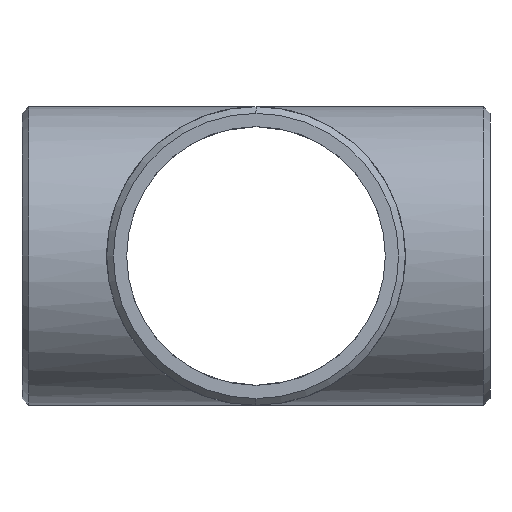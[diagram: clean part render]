
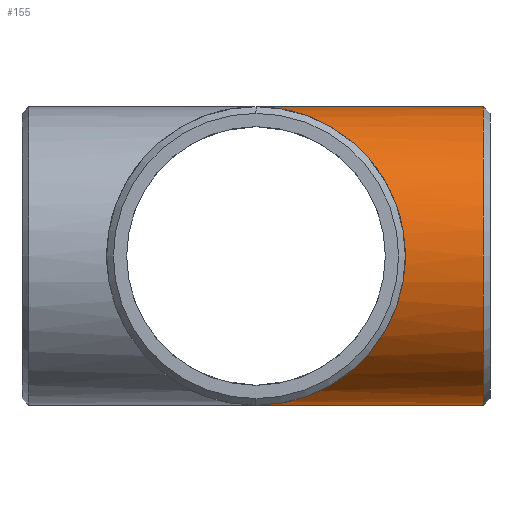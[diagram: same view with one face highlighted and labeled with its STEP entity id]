
A CAD part, left-side view. The second image highlights one B-rep face of the part: STEP entity #155.
In plain terms, the highlighted cylindrical face has radius 178 mm (diameter 356 mm), a partial arc.
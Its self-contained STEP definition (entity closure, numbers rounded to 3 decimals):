
#10 = EDGE_CURVE ( 'NONE', #634, #361, #638, .T. ) ;
#19 = ORIENTED_EDGE ( 'NONE', *, *, #10, .F. ) ;
#41 = CARTESIAN_POINT ( 'NONE',  ( 0., -279., 0. ) ) ;
#44 = EDGE_CURVE ( 'NONE', #634, #66, #197, .T. ) ;
#53 = DIRECTION ( 'NONE',  ( 0., 0., -1. ) ) ;
#66 = VERTEX_POINT ( 'NONE', #659 ) ;
#87 = CARTESIAN_POINT ( 'NONE',  ( 0., -279., -178. ) ) ;
#102 = FACE_OUTER_BOUND ( 'NONE', #756, .T. ) ;
#133 =( BOUNDED_CURVE ( )  B_SPLINE_CURVE ( 3, ( #704, #526, #142, #396 ),
 .UNSPECIFIED., .F., .T. ) 
 B_SPLINE_CURVE_WITH_KNOTS ( ( 4, 4 ),
 ( 4.712, 7.854 ),
 .UNSPECIFIED. ) 
 CURVE ( )  GEOMETRIC_REPRESENTATION_ITEM ( )  RATIONAL_B_SPLINE_CURVE ( ( 1., 0.333, 0.333, 1. ) ) 
 REPRESENTATION_ITEM ( '' )  );
#135 = VECTOR ( 'NONE', #347, 1000. ) ;
#142 = CARTESIAN_POINT ( 'NONE',  ( -356., -356., 178. ) ) ;
#155 = ADVANCED_FACE ( 'NONE', ( #102 ), #348, .T. ) ;
#160 = AXIS2_PLACEMENT_3D ( 'NONE', #547, #345, #664 ) ;
#197 = CIRCLE ( 'NONE', #160, 178. ) ;
#306 = ORIENTED_EDGE ( 'NONE', *, *, #493, .T. ) ;
#328 = DIRECTION ( 'NONE',  ( 0., 1., 0. ) ) ;
#345 = DIRECTION ( 'NONE',  ( 0., 1., 0. ) ) ;
#347 = DIRECTION ( 'NONE',  ( 0., 1., 0. ) ) ;
#348 = CYLINDRICAL_SURFACE ( 'NONE', #749, 178. ) ;
#357 = DIRECTION ( 'NONE',  ( 0., 1., 0. ) ) ;
#361 = VERTEX_POINT ( 'NONE', #645 ) ;
#363 = EDGE_CURVE ( 'NONE', #361, #665, #133, .T. ) ;
#396 = CARTESIAN_POINT ( 'NONE',  ( 0., 0., 178. ) ) ;
#406 = LINE ( 'NONE', #531, #135 ) ;
#493 = EDGE_CURVE ( 'NONE', #66, #665, #406, .T. ) ;
#526 = CARTESIAN_POINT ( 'NONE',  ( -356., -356., -178. ) ) ;
#527 = ORIENTED_EDGE ( 'NONE', *, *, #363, .F. ) ;
#531 = CARTESIAN_POINT ( 'NONE',  ( 0., -279., 178. ) ) ;
#541 = VECTOR ( 'NONE', #328, 1000. ) ;
#547 = CARTESIAN_POINT ( 'NONE',  ( 0., -271.057, 0. ) ) ;
#588 = ORIENTED_EDGE ( 'NONE', *, *, #44, .T. ) ;
#608 = CARTESIAN_POINT ( 'NONE',  ( 0., -271.057, -178. ) ) ;
#634 = VERTEX_POINT ( 'NONE', #608 ) ;
#638 = LINE ( 'NONE', #87, #541 ) ;
#645 = CARTESIAN_POINT ( 'NONE',  ( 0., 0., -178. ) ) ;
#659 = CARTESIAN_POINT ( 'NONE',  ( 0., -271.057, 178. ) ) ;
#664 = DIRECTION ( 'NONE',  ( 0., 0., -1. ) ) ;
#665 = VERTEX_POINT ( 'NONE', #678 ) ;
#678 = CARTESIAN_POINT ( 'NONE',  ( 0., 0., 178. ) ) ;
#704 = CARTESIAN_POINT ( 'NONE',  ( 0., 0., -178. ) ) ;
#749 = AXIS2_PLACEMENT_3D ( 'NONE', #41, #357, #53 ) ;
#756 = EDGE_LOOP ( 'NONE', ( #588, #306, #527, #19 ) ) ;
